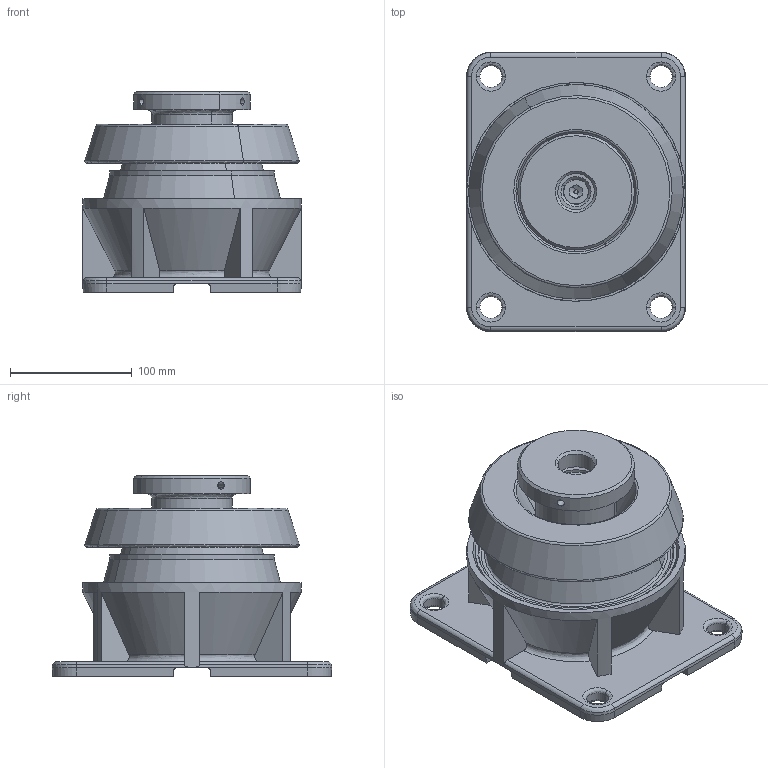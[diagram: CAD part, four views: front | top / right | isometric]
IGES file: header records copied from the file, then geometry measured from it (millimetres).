
Start section: START RECORD GO HERE.
Global section: file name: 905202 Support Moteur.igs; native system: IBM CATIA IGES - CATIA Version 5 Release 19 ; preprocessor: CATIA Version 5 Release 19 ; author: CatiaV5; organization: LEV3; date: 20101207.160313; units: millimetre
Bounding box: 180 x 230 x 165 mm (x, y, z)
Surface area: 263808.3 mm2 (no closed solid volume)
Topology: 0 solids, 0 shells, 286 faces, 1332 edges, 1332 vertices
Faces by surface type: revolution 208, plane 78
